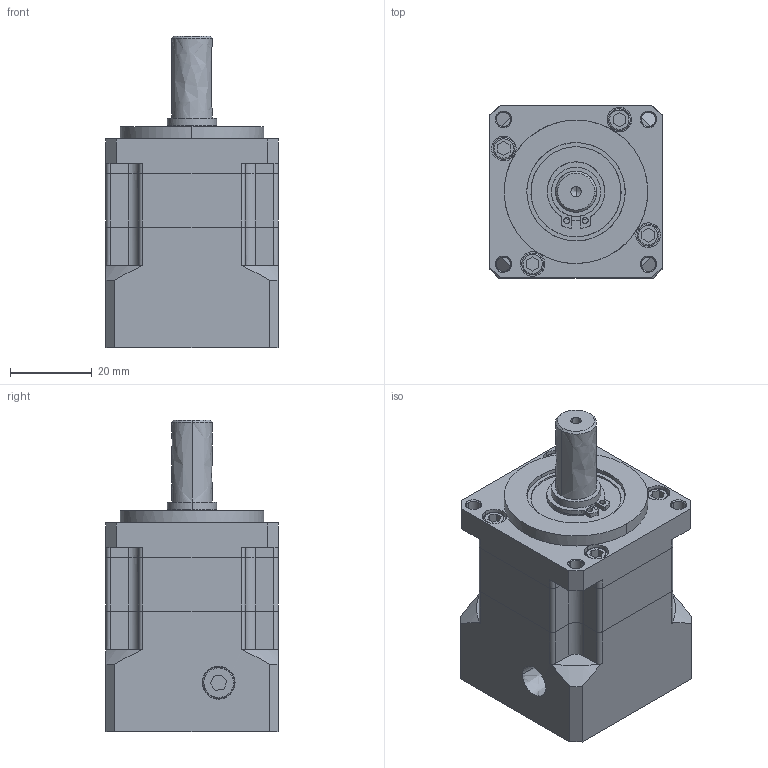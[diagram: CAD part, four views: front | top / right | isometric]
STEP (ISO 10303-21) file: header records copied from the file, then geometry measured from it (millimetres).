
FILE_DESCRIPTION (( 'STEP AP203' ), '1' );
FILE_NAME ('HPS42-L1MA.STEP', '2023-01-19T00:42:37', ( 'PC' ), ( '' ), 'SwSTEP 2.0', 'SolidWorks 2020', '' );
FILE_SCHEMA (( 'CONFIG_CONTROL_DESIGN' ));
Length unit declared in the file: millimetre
Products named in the file (9): 6901RS.IGS; SS输入轴.IGS; M3囀鞠褒蹟佪芛.IGS; M4内六角螺丝头 - 副本.IGS; ABF42齿圈-N1.IGS; PS42-L1MA.IGS; ABF42-NN.IGS; HPS42-L1MA; PS42綴楊擘M3侂狟.IGS
Assembly tree (12 placements, depth 3):
  HPS42-L1MA
    PS42-L1MA.IGS
      ABF42齿圈-N1.IGS
      ABF42-NN.IGS
      PS42綴楊擘M3侂狟.IGS
      6901RS.IGS
      SS输入轴.IGS
      M3囀鞠褒蹟佪芛.IGS  x4
      M4内六角螺丝头 - 副本.IGS  x2
Bounding box: 42 x 42 x 76.1 mm (x, y, z)
Volume: 47024 mm3; surface area: 32929 mm2
Topology: 10 solids, 22 shells, 461 faces, 1149 edges, 747 vertices
Faces by surface type: bspline 461
Entity records: 17911 total; most frequent: CARTESIAN_POINT 10767, ORIENTED_EDGE 2006, EDGE_CURVE 1027, B_SPLINE_CURVE_WITH_KNOTS 755, VERTEX_POINT 675, EDGE_LOOP 494, ADVANCED_FACE 409, FACE_OUTER_BOUND 409
